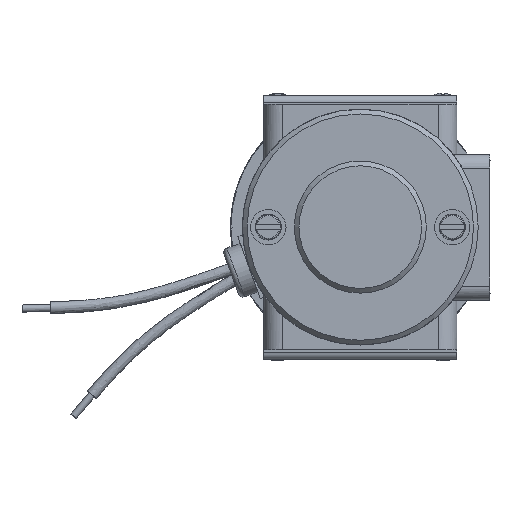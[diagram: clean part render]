
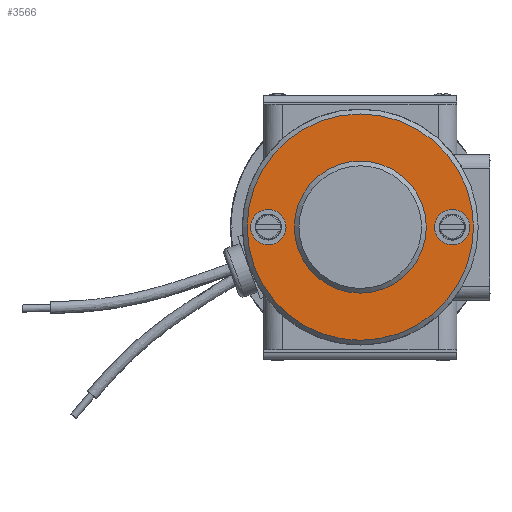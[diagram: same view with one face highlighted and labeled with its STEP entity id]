
A CAD part, left-side view. The second image highlights one B-rep face of the part: STEP entity #3566.
In plain terms, the highlighted planar face has unit normal (-1, 0, 0).
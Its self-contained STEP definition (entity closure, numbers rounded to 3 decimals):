
#69 = CARTESIAN_POINT ( 'NONE',  ( -36., -19.5, -3.75 ) ) ;
#72 = VERTEX_POINT ( 'NONE', #69 ) ;
#87 = CARTESIAN_POINT ( 'NONE',  ( -36., 0., 24. ) ) ;
#90 = VERTEX_POINT ( 'NONE', #87 ) ;
#243 = CARTESIAN_POINT ( 'NONE',  ( -36., 0., 14. ) ) ;
#253 = VERTEX_POINT ( 'NONE', #243 ) ;
#2062 = EDGE_LOOP ( 'NONE', ( #9288 ) ) ;
#2647 = DIRECTION ( 'NONE',  ( 0., 0., 1. ) ) ;
#2666 = DIRECTION ( 'NONE',  ( -1., 0., 0. ) ) ;
#2697 = CARTESIAN_POINT ( 'NONE',  ( -36., 0., 0. ) ) ;
#2762 = ORIENTED_EDGE ( 'NONE', *, *, #7815, .F. ) ;
#2849 = EDGE_LOOP ( 'NONE', ( #4530 ) ) ;
#3566 = ADVANCED_FACE ( 'Defeature ausgef�hrt1_37', ( #9227, #9225, #9218, #9214 ), #9212, .T. ) ;
#4446 = AXIS2_PLACEMENT_3D ( 'NONE', #11134, #11110, #11100 ) ;
#4530 = ORIENTED_EDGE ( 'NONE', *, *, #8179, .F. ) ;
#5325 = CIRCLE ( 'NONE', #5727, 24. ) ;
#5727 = AXIS2_PLACEMENT_3D ( 'NONE', #11197, #11184, #11155 ) ;
#6077 = CIRCLE ( 'NONE', #4446, 3.75 ) ;
#7003 = AXIS2_PLACEMENT_3D ( 'NONE', #7096, #7082, #7081 ) ;
#7016 = CIRCLE ( 'NONE', #7003, 3.75 ) ;
#7081 = DIRECTION ( 'NONE',  ( 0., 0., 1. ) ) ;
#7082 = DIRECTION ( 'NONE',  ( -1., 0., 0. ) ) ;
#7096 = CARTESIAN_POINT ( 'NONE',  ( -36., 19.5, 0. ) ) ;
#7815 = EDGE_CURVE ( 'NONE', #253, #253, #11318, .T. ) ;
#8163 = EDGE_CURVE ( 'NONE', #90, #90, #5325, .T. ) ;
#8179 = EDGE_CURVE ( 'NONE', #72, #72, #6077, .T. ) ;
#8367 = EDGE_LOOP ( 'NONE', ( #2762 ) ) ;
#9195 = DIRECTION ( 'NONE',  ( 0., 0., 1. ) ) ;
#9202 = DIRECTION ( 'NONE',  ( -1., 0., 0. ) ) ;
#9204 = CARTESIAN_POINT ( 'NONE',  ( -36., 0., 0. ) ) ;
#9212 = PLANE ( 'NONE',  #11724 ) ;
#9214 = FACE_BOUND ( 'NONE', #8367, .T. ) ;
#9218 = FACE_OUTER_BOUND ( 'NONE', #2062, .T. ) ;
#9225 = FACE_BOUND ( 'NONE', #2849, .T. ) ;
#9227 = FACE_BOUND ( 'NONE', #9864, .T. ) ;
#9288 = ORIENTED_EDGE ( 'NONE', *, *, #8163, .T. ) ;
#9740 = ORIENTED_EDGE ( 'NONE', *, *, #10627, .F. ) ;
#9864 = EDGE_LOOP ( 'NONE', ( #9740 ) ) ;
#10627 = EDGE_CURVE ( 'NONE', #11505, #11505, #7016, .T. ) ;
#11100 = DIRECTION ( 'NONE',  ( 0., 0., -1. ) ) ;
#11110 = DIRECTION ( 'NONE',  ( -1., 0., 0. ) ) ;
#11134 = CARTESIAN_POINT ( 'NONE',  ( -36., -19.5, 0. ) ) ;
#11155 = DIRECTION ( 'NONE',  ( 0., 0., 1. ) ) ;
#11182 = AXIS2_PLACEMENT_3D ( 'NONE', #2697, #2666, #2647 ) ;
#11184 = DIRECTION ( 'NONE',  ( -1., 0., 0. ) ) ;
#11197 = CARTESIAN_POINT ( 'NONE',  ( -36., 0., 0. ) ) ;
#11318 = CIRCLE ( 'NONE', #11182, 14. ) ;
#11494 = CARTESIAN_POINT ( 'NONE',  ( -36., 19.5, 3.75 ) ) ;
#11505 = VERTEX_POINT ( 'NONE', #11494 ) ;
#11724 = AXIS2_PLACEMENT_3D ( 'NONE', #9204, #9202, #9195 ) ;
